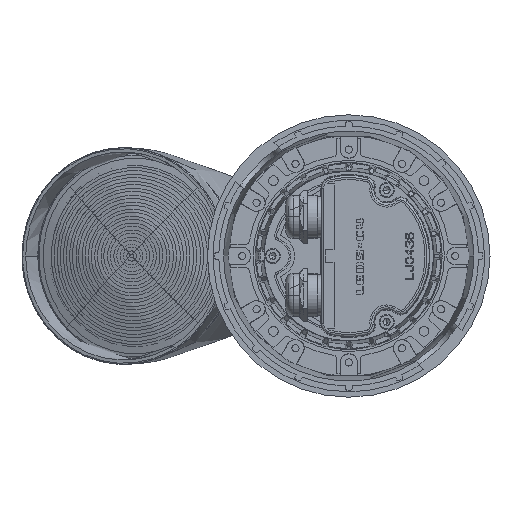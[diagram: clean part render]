
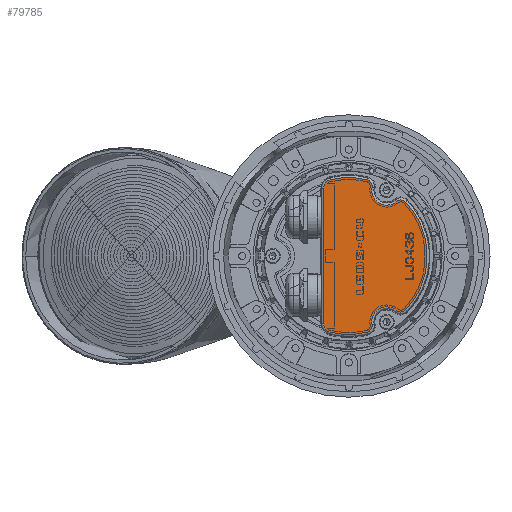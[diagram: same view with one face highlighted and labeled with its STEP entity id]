
A CAD part, front view. The second image highlights one B-rep face of the part: STEP entity #79785.
In plain terms, the highlighted planar face has unit normal (0, -1, 0).
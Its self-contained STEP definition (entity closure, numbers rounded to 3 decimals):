
#2270 = VERTEX_POINT ( 'NONE', #27630 ) ;
#3617 = EDGE_CURVE ( 'NONE', #54075, #50791, #46410, .T. ) ;
#3948 = EDGE_CURVE ( 'NONE', #85326, #2270, #51661, .T. ) ;
#4411 = DIRECTION ( 'NONE',  ( 0., -1., 0. ) ) ;
#5453 = FACE_OUTER_BOUND ( 'NONE', #62542, .T. ) ;
#5656 = VERTEX_POINT ( 'NONE', #34825 ) ;
#6294 = EDGE_CURVE ( 'NONE', #83057, #7943, #75215, .T. ) ;
#6837 = AXIS2_PLACEMENT_3D ( 'NONE', #42800, #98634, #20748 ) ;
#7162 = ORIENTED_EDGE ( 'NONE', *, *, #76756, .T. ) ;
#7681 = ORIENTED_EDGE ( 'NONE', *, *, #53575, .T. ) ;
#7943 = VERTEX_POINT ( 'NONE', #34203 ) ;
#8023 = CARTESIAN_POINT ( 'NONE',  ( 26.215, -129., -24.811 ) ) ;
#9352 = CARTESIAN_POINT ( 'NONE',  ( 10.706, -129., -31.545 ) ) ;
#9497 = CARTESIAN_POINT ( 'NONE',  ( -11.595, -129., -31.109 ) ) ;
#11746 = AXIS2_PLACEMENT_3D ( 'NONE', #74608, #4411, #35621 ) ;
#16429 = CIRCLE ( 'NONE', #73715, 3.095 ) ;
#17911 = CIRCLE ( 'NONE', #98069, 6.905 ) ;
#18074 = DIRECTION ( 'NONE',  ( -0.647, 0., 0.763 ) ) ;
#18579 = ORIENTED_EDGE ( 'NONE', *, *, #22533, .T. ) ;
#19455 = CIRCLE ( 'NONE', #88178, 3.095 ) ;
#19828 = CARTESIAN_POINT ( 'NONE',  ( 0., -129., 0. ) ) ;
#20748 = DIRECTION ( 'NONE',  ( 0.984, 0., 0.179 ) ) ;
#22533 = EDGE_CURVE ( 'NONE', #5656, #36503, #16429, .T. ) ;
#24207 = AXIS2_PLACEMENT_3D ( 'NONE', #81656, #64743, #88849 ) ;
#27630 = CARTESIAN_POINT ( 'NONE',  ( 8.38, -129., -35.109 ) ) ;
#29811 = CARTESIAN_POINT ( 'NONE',  ( 0., -129., 0. ) ) ;
#30374 = CARTESIAN_POINT ( 'NONE',  ( -11.595, -129., 31.109 ) ) ;
#31981 = ORIENTED_EDGE ( 'NONE', *, *, #55183, .T. ) ;
#32352 = DIRECTION ( 'NONE',  ( 0., -1., 0. ) ) ;
#32497 = CARTESIAN_POINT ( 'NONE',  ( 8.38, -129., 35.109 ) ) ;
#32535 = DIRECTION ( 'NONE',  ( 0., 0., -1. ) ) ;
#32664 = CARTESIAN_POINT ( 'NONE',  ( 23.968, -129., -22.684 ) ) ;
#33219 = CARTESIAN_POINT ( 'NONE',  ( 21.966, -129., 25.044 ) ) ;
#33418 = CARTESIAN_POINT ( 'NONE',  ( 23.968, -129., 22.684 ) ) ;
#34180 = DIRECTION ( 'NONE',  ( 0.726, 0., -0.687 ) ) ;
#34203 = CARTESIAN_POINT ( 'NONE',  ( -8.46, -129., 35.09 ) ) ;
#34825 = CARTESIAN_POINT ( 'NONE',  ( 21.966, -129., -25.044 ) ) ;
#35621 = DIRECTION ( 'NONE',  ( 0.726, 0., 0.687 ) ) ;
#36503 = VERTEX_POINT ( 'NONE', #8023 ) ;
#39526 = VERTEX_POINT ( 'NONE', #33219 ) ;
#40240 = AXIS2_PLACEMENT_3D ( 'NONE', #51456, #91940, #83234 ) ;
#42800 = CARTESIAN_POINT ( 'NONE',  ( 7.661, -129., -32.098 ) ) ;
#43368 = CARTESIAN_POINT ( 'NONE',  ( 26.215, -129., 24.811 ) ) ;
#43933 = AXIS2_PLACEMENT_3D ( 'NONE', #76532, #53959, #83725 ) ;
#44047 = ORIENTED_EDGE ( 'NONE', *, *, #88463, .T. ) ;
#44894 = DIRECTION ( 'NONE',  ( 0., -1., 0. ) ) ;
#46204 = DIRECTION ( 'NONE',  ( -0.234, 0., 0.972 ) ) ;
#46410 = LINE ( 'NONE', #9497, #72889 ) ;
#47518 = VERTEX_POINT ( 'NONE', #9352 ) ;
#49583 = CARTESIAN_POINT ( 'NONE',  ( 17.5, -129., 30.311 ) ) ;
#50791 = VERTEX_POINT ( 'NONE', #92550 ) ;
#51456 = CARTESIAN_POINT ( 'NONE',  ( 0., -129., 0. ) ) ;
#51661 = CIRCLE ( 'NONE', #40240, 36.095 ) ;
#52073 = DIRECTION ( 'NONE',  ( 0., 0., -1. ) ) ;
#52074 = DIRECTION ( 'NONE',  ( -0.984, 0., 0.179 ) ) ;
#53575 = EDGE_CURVE ( 'NONE', #7943, #54075, #73422, .T. ) ;
#53959 = DIRECTION ( 'NONE',  ( 0., -1., 0. ) ) ;
#54075 = VERTEX_POINT ( 'NONE', #30374 ) ;
#54224 = CARTESIAN_POINT ( 'NONE',  ( 10.706, -129., 31.545 ) ) ;
#55183 = EDGE_CURVE ( 'NONE', #39526, #79551, #17911, .T. ) ;
#57756 = DIRECTION ( 'NONE',  ( 0., 1., 0. ) ) ;
#58446 = EDGE_CURVE ( 'NONE', #36503, #63284, #65708, .T. ) ;
#60081 = CARTESIAN_POINT ( 'NONE',  ( -8.46, -129., -35.09 ) ) ;
#60343 = ORIENTED_EDGE ( 'NONE', *, *, #84088, .T. ) ;
#62542 = EDGE_LOOP ( 'NONE', ( #60343, #18579, #89800, #79943, #31981, #44047, #70056, #7681, #63661, #7162, #100745, #68469 ) ) ;
#62588 = CARTESIAN_POINT ( 'NONE',  ( -7.5, -129., -31.109 ) ) ;
#63284 = VERTEX_POINT ( 'NONE', #43368 ) ;
#63450 = CIRCLE ( 'NONE', #24207, 6.905 ) ;
#63661 = ORIENTED_EDGE ( 'NONE', *, *, #3617, .T. ) ;
#63868 = CARTESIAN_POINT ( 'NONE',  ( 7.661, -129., 32.098 ) ) ;
#64428 = DIRECTION ( 'NONE',  ( 0., -1., 0. ) ) ;
#64585 = CIRCLE ( 'NONE', #90786, 4.095 ) ;
#64743 = DIRECTION ( 'NONE',  ( 0., 1., 0. ) ) ;
#65067 = EDGE_CURVE ( 'NONE', #63284, #39526, #92356, .T. ) ;
#65708 = CIRCLE ( 'NONE', #11746, 36.095 ) ;
#68469 = ORIENTED_EDGE ( 'NONE', *, *, #95669, .T. ) ;
#70056 = ORIENTED_EDGE ( 'NONE', *, *, #6294, .T. ) ;
#72889 = VECTOR ( 'NONE', #32535, 1000. ) ;
#73422 = CIRCLE ( 'NONE', #43933, 4.095 ) ;
#73715 = AXIS2_PLACEMENT_3D ( 'NONE', #32664, #64428, #34180 ) ;
#74530 = AXIS2_PLACEMENT_3D ( 'NONE', #19828, #44894, #52073 ) ;
#74608 = CARTESIAN_POINT ( 'NONE',  ( 0., -129., 0. ) ) ;
#75215 = CIRCLE ( 'NONE', #81759, 36.095 ) ;
#76532 = CARTESIAN_POINT ( 'NONE',  ( -7.5, -129., 31.109 ) ) ;
#76756 = EDGE_CURVE ( 'NONE', #50791, #85326, #64585, .T. ) ;
#79551 = VERTEX_POINT ( 'NONE', #54224 ) ;
#79785 = ADVANCED_FACE ( 'NONE', ( #5453 ), #91541, .T. ) ;
#79943 = ORIENTED_EDGE ( 'NONE', *, *, #65067, .T. ) ;
#80297 = DIRECTION ( 'NONE',  ( 0.232, 0., 0.973 ) ) ;
#81656 = CARTESIAN_POINT ( 'NONE',  ( 17.5, -129., -30.311 ) ) ;
#81759 = AXIS2_PLACEMENT_3D ( 'NONE', #29811, #100055, #46204 ) ;
#83057 = VERTEX_POINT ( 'NONE', #32497 ) ;
#83234 = DIRECTION ( 'NONE',  ( 0.232, 0., -0.973 ) ) ;
#83725 = DIRECTION ( 'NONE',  ( -1., 0., 0. ) ) ;
#84088 = EDGE_CURVE ( 'NONE', #47518, #5656, #63450, .T. ) ;
#85326 = VERTEX_POINT ( 'NONE', #60081 ) ;
#85774 = AXIS2_PLACEMENT_3D ( 'NONE', #33418, #95991, #18074 ) ;
#85975 = DIRECTION ( 'NONE',  ( 0., -1., 0. ) ) ;
#88178 = AXIS2_PLACEMENT_3D ( 'NONE', #63868, #85975, #80297 ) ;
#88463 = EDGE_CURVE ( 'NONE', #79551, #83057, #19455, .T. ) ;
#88849 = DIRECTION ( 'NONE',  ( 0.647, 0., 0.763 ) ) ;
#89800 = ORIENTED_EDGE ( 'NONE', *, *, #58446, .T. ) ;
#90786 = AXIS2_PLACEMENT_3D ( 'NONE', #62588, #32352, #94911 ) ;
#91541 = PLANE ( 'NONE',  #74530 ) ;
#91940 = DIRECTION ( 'NONE',  ( 0., -1., 0. ) ) ;
#92356 = CIRCLE ( 'NONE', #85774, 3.095 ) ;
#92550 = CARTESIAN_POINT ( 'NONE',  ( -11.595, -129., -31.109 ) ) ;
#93556 = CIRCLE ( 'NONE', #6837, 3.095 ) ;
#94911 = DIRECTION ( 'NONE',  ( -0.234, 0., -0.972 ) ) ;
#95669 = EDGE_CURVE ( 'NONE', #2270, #47518, #93556, .T. ) ;
#95991 = DIRECTION ( 'NONE',  ( 0., -1., 0. ) ) ;
#98069 = AXIS2_PLACEMENT_3D ( 'NONE', #49583, #57756, #52074 ) ;
#98634 = DIRECTION ( 'NONE',  ( 0., -1., 0. ) ) ;
#100055 = DIRECTION ( 'NONE',  ( 0., -1., 0. ) ) ;
#100745 = ORIENTED_EDGE ( 'NONE', *, *, #3948, .T. ) ;
